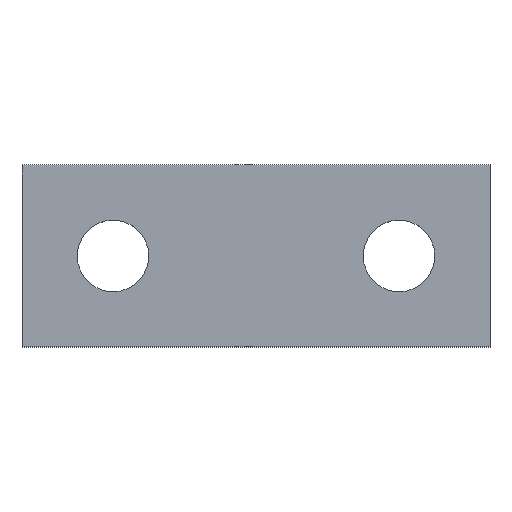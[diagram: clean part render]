
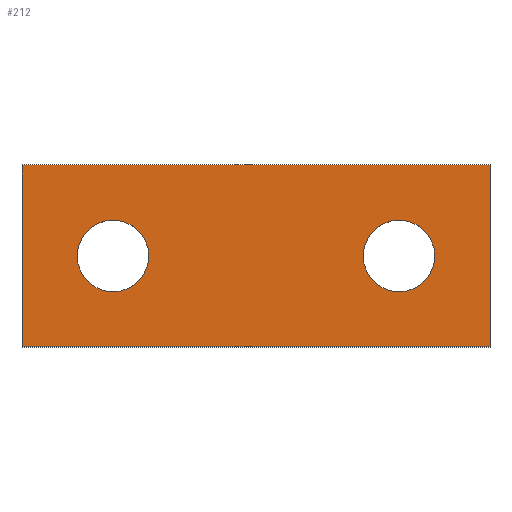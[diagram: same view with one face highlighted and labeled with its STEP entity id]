
A CAD part, top view. The second image highlights one B-rep face of the part: STEP entity #212.
In plain terms, the highlighted planar face has unit normal (0, 0, 1).
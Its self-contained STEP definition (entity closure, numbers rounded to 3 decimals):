
#39=AXIS2_PLACEMENT_3D('Circle Axis2P3D',#37,#38,$) ;
#74=AXIS2_PLACEMENT_3D('Circle Axis2P3D',#72,#73,$) ;
#154=AXIS2_PLACEMENT_3D('Plane Axis2P3D',#151,#152,#153) ;
#196=AXIS2_PLACEMENT_3D('Circle Axis2P3D',#194,#195,$) ;
#205=AXIS2_PLACEMENT_3D('Circle Axis2P3D',#203,#204,$) ;
#37=CARTESIAN_POINT('Axis2P3D Location',(29.,7.,4.)) ;
#41=CARTESIAN_POINT('Vertex',(31.413,5.682,4.)) ;
#43=CARTESIAN_POINT('Vertex',(26.587,8.318,4.)) ;
#72=CARTESIAN_POINT('Axis2P3D Location',(29.,7.,4.)) ;
#151=CARTESIAN_POINT('Axis2P3D Location',(0.,0.,4.)) ;
#156=CARTESIAN_POINT('Line Origine',(18.,0.,4.)) ;
#160=CARTESIAN_POINT('Vertex',(0.,0.,4.)) ;
#162=CARTESIAN_POINT('Vertex',(36.,0.,4.)) ;
#165=CARTESIAN_POINT('Line Origine',(36.,7.,4.)) ;
#169=CARTESIAN_POINT('Vertex',(36.,14.,4.)) ;
#172=CARTESIAN_POINT('Line Origine',(18.,14.,4.)) ;
#176=CARTESIAN_POINT('Vertex',(0.,14.,4.)) ;
#179=CARTESIAN_POINT('Line Origine',(0.,7.,4.)) ;
#194=CARTESIAN_POINT('Axis2P3D Location',(7.,7.,4.)) ;
#198=CARTESIAN_POINT('Vertex',(4.587,8.318,4.)) ;
#200=CARTESIAN_POINT('Vertex',(9.413,5.682,4.)) ;
#203=CARTESIAN_POINT('Axis2P3D Location',(7.,7.,4.)) ;
#38=DIRECTION('Axis2P3D Direction',(0.,-0.,-1.)) ;
#73=DIRECTION('Axis2P3D Direction',(0.,-0.,-1.)) ;
#152=DIRECTION('Axis2P3D Direction',(0.,0.,1.)) ;
#153=DIRECTION('Axis2P3D XDirection',(1.,0.,0.)) ;
#157=DIRECTION('Vector Direction',(1.,0.,0.)) ;
#166=DIRECTION('Vector Direction',(0.,1.,0.)) ;
#173=DIRECTION('Vector Direction',(-1.,0.,0.)) ;
#180=DIRECTION('Vector Direction',(0.,-1.,0.)) ;
#195=DIRECTION('Axis2P3D Direction',(0.,0.,1.)) ;
#204=DIRECTION('Axis2P3D Direction',(0.,0.,1.)) ;
#158=VECTOR('Line Direction',#157,1.) ;
#167=VECTOR('Line Direction',#166,1.) ;
#174=VECTOR('Line Direction',#173,1.) ;
#181=VECTOR('Line Direction',#180,1.) ;
#185=ORIENTED_EDGE('',*,*,#164,.T.) ;
#186=ORIENTED_EDGE('',*,*,#171,.T.) ;
#187=ORIENTED_EDGE('',*,*,#178,.T.) ;
#188=ORIENTED_EDGE('',*,*,#183,.T.) ;
#191=ORIENTED_EDGE('',*,*,#76,.F.) ;
#192=ORIENTED_EDGE('',*,*,#45,.F.) ;
#209=ORIENTED_EDGE('',*,*,#202,.F.) ;
#210=ORIENTED_EDGE('',*,*,#207,.F.) ;
#193=FACE_BOUND('',#190,.T.) ;
#211=FACE_BOUND('',#208,.T.) ;
#212=ADVANCED_FACE('Body.3',(#189,#193,#211),#155,.T.) ;
#40=CIRCLE('generated circle',#39,2.75) ;
#75=CIRCLE('generated circle',#74,2.75) ;
#197=CIRCLE('generated circle',#196,2.75) ;
#206=CIRCLE('generated circle',#205,2.75) ;
#45=EDGE_CURVE('',#42,#44,#40,.F.) ;
#76=EDGE_CURVE('',#44,#42,#75,.F.) ;
#164=EDGE_CURVE('',#161,#163,#159,.T.) ;
#171=EDGE_CURVE('',#163,#170,#168,.T.) ;
#178=EDGE_CURVE('',#170,#177,#175,.T.) ;
#183=EDGE_CURVE('',#177,#161,#182,.T.) ;
#202=EDGE_CURVE('',#199,#201,#197,.T.) ;
#207=EDGE_CURVE('',#201,#199,#206,.T.) ;
#184=EDGE_LOOP('',(#185,#186,#187,#188)) ;
#190=EDGE_LOOP('',(#191,#192)) ;
#208=EDGE_LOOP('',(#209,#210)) ;
#189=FACE_OUTER_BOUND('',#184,.T.) ;
#159=LINE('Line',#156,#158) ;
#168=LINE('Line',#165,#167) ;
#175=LINE('Line',#172,#174) ;
#182=LINE('Line',#179,#181) ;
#155=PLANE('',#154) ;
#42=VERTEX_POINT('',#41) ;
#44=VERTEX_POINT('',#43) ;
#161=VERTEX_POINT('',#160) ;
#163=VERTEX_POINT('',#162) ;
#170=VERTEX_POINT('',#169) ;
#177=VERTEX_POINT('',#176) ;
#199=VERTEX_POINT('',#198) ;
#201=VERTEX_POINT('',#200) ;
